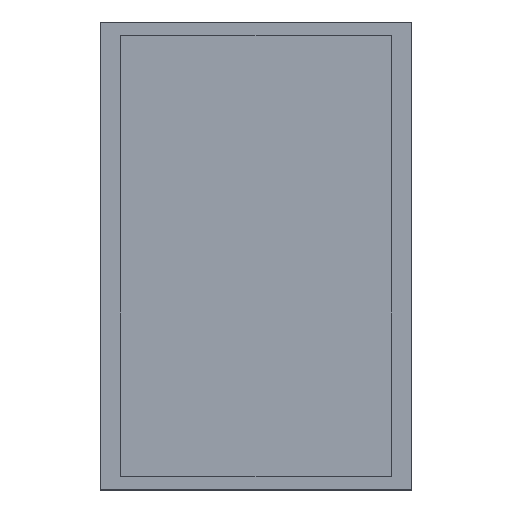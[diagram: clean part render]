
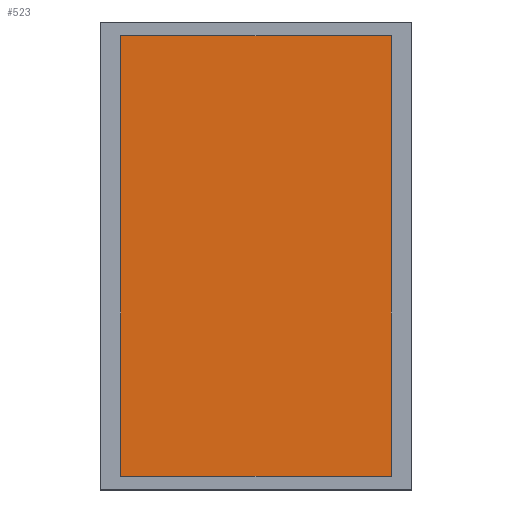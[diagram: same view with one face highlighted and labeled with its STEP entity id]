
A CAD part, top view. The second image highlights one B-rep face of the part: STEP entity #523.
In plain terms, the highlighted planar face has unit normal (0, 0, 1).
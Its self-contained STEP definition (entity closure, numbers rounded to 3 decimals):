
#138=DIRECTION('',(0.,-1.,0.));
#139=VECTOR('',#138,45.2);
#140=CARTESIAN_POINT('',(-23.373,20.983,8.425));
#141=LINE('',#140,#139);
#142=DIRECTION('',(-1.,0.,0.));
#143=VECTOR('',#142,27.76);
#144=CARTESIAN_POINT('',(4.387,20.983,8.425));
#145=LINE('',#144,#143);
#146=DIRECTION('',(0.,1.,0.));
#147=VECTOR('',#146,45.2);
#148=CARTESIAN_POINT('',(4.387,-24.217,8.425));
#149=LINE('',#148,#147);
#150=DIRECTION('',(1.,0.,0.));
#151=VECTOR('',#150,27.76);
#152=CARTESIAN_POINT('',(-23.373,-24.217,8.425));
#153=LINE('',#152,#151);
#242=CARTESIAN_POINT('',(-23.373,-24.217,8.425));
#243=VERTEX_POINT('',#242);
#244=CARTESIAN_POINT('',(4.387,-24.217,8.425));
#245=VERTEX_POINT('',#244);
#246=CARTESIAN_POINT('',(-23.373,20.983,8.425));
#247=VERTEX_POINT('',#246);
#248=CARTESIAN_POINT('',(4.387,20.983,8.425));
#249=VERTEX_POINT('',#248);
#512=CARTESIAN_POINT('',(-9.493,-1.617,8.425));
#513=DIRECTION('',(0.,0.,1.));
#514=DIRECTION('',(-1.,0.,0.));
#515=AXIS2_PLACEMENT_3D('',#512,#513,#514);
#516=PLANE('',#515);
#517=ORIENTED_EDGE('',*,*,#442,.F.);
#518=ORIENTED_EDGE('',*,*,#469,.F.);
#519=ORIENTED_EDGE('',*,*,#494,.F.);
#520=ORIENTED_EDGE('',*,*,#415,.F.);
#521=EDGE_LOOP('',(#517,#518,#519,#520));
#522=FACE_OUTER_BOUND('',#521,.F.);
#523=ADVANCED_FACE('',(#522),#516,.T.);
#415=EDGE_CURVE('',#243,#245,#153,.T.);
#442=EDGE_CURVE('',#247,#243,#141,.T.);
#469=EDGE_CURVE('',#249,#247,#145,.T.);
#494=EDGE_CURVE('',#245,#249,#149,.T.);
